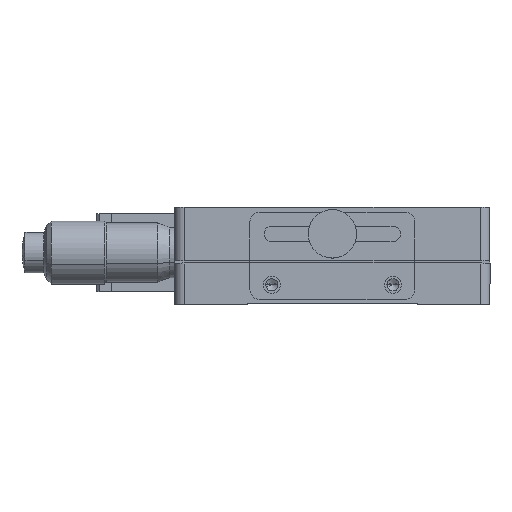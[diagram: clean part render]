
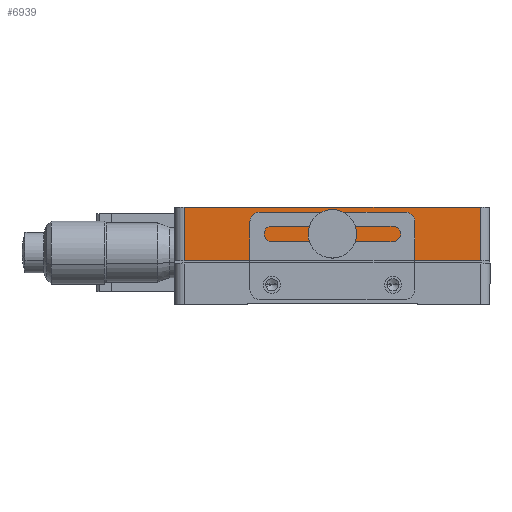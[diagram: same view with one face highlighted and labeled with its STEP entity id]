
A CAD part, top view. The second image highlights one B-rep face of the part: STEP entity #6939.
In plain terms, the highlighted planar face has unit normal (0, 0, 1).
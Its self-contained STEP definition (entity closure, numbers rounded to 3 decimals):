
#176 = DIRECTION ( 'NONE',  ( 0., -1., 0. ) ) ;
#287 = CARTESIAN_POINT ( 'NONE',  ( -1.25, 4.5, 32.5 ) ) ;
#309 = DIRECTION ( 'NONE',  ( 1., 0., 0. ) ) ;
#389 = DIRECTION ( 'NONE',  ( 1., 0., 0. ) ) ;
#608 = CARTESIAN_POINT ( 'NONE',  ( -32.5, 10., 32.5 ) ) ;
#945 = ORIENTED_EDGE ( 'NONE', *, *, #4901, .F. ) ;
#1803 = CIRCLE ( 'NONE', #2601, 1.25 ) ;
#1887 = ORIENTED_EDGE ( 'NONE', *, *, #19056, .T. ) ;
#2044 = PLANE ( 'NONE',  #2929 ) ;
#2601 = AXIS2_PLACEMENT_3D ( 'NONE', #14262, #14072, #389 ) ;
#2825 = CARTESIAN_POINT ( 'NONE',  ( 30.5, 10., 32.5 ) ) ;
#2841 = AXIS2_PLACEMENT_3D ( 'NONE', #14051, #3166, #309 ) ;
#2917 = LINE ( 'NONE', #608, #11162 ) ;
#2929 = AXIS2_PLACEMENT_3D ( 'NONE', #12726, #5209, #12863 ) ;
#3166 = DIRECTION ( 'NONE',  ( 0., 0., 1. ) ) ;
#4292 = CARTESIAN_POINT ( 'NONE',  ( 30.5, 10., 32.5 ) ) ;
#4715 = CARTESIAN_POINT ( 'NONE',  ( -30.5, -1., 32.5 ) ) ;
#4901 = EDGE_CURVE ( 'NONE', #5308, #10182, #2917, .T. ) ;
#5209 = DIRECTION ( 'NONE',  ( 0., 0., -1. ) ) ;
#5308 = VERTEX_POINT ( 'NONE', #15829 ) ;
#5597 = EDGE_CURVE ( 'NONE', #12436, #10182, #18213, .T. ) ;
#5679 = CARTESIAN_POINT ( 'NONE',  ( 30.5, -1., 32.5 ) ) ;
#6113 = ORIENTED_EDGE ( 'NONE', *, *, #18475, .F. ) ;
#6939 = ADVANCED_FACE ( 'NONE', ( #14503, #19380 ), #2044, .F. ) ;
#6951 = CIRCLE ( 'NONE', #2841, 1.25 ) ;
#7413 = DIRECTION ( 'NONE',  ( 0., 1., 0. ) ) ;
#8510 = ORIENTED_EDGE ( 'NONE', *, *, #5597, .T. ) ;
#8719 = VECTOR ( 'NONE', #11796, 1000. ) ;
#9156 = EDGE_CURVE ( 'NONE', #17950, #12436, #16234, .T. ) ;
#9448 = VECTOR ( 'NONE', #7413, 1000. ) ;
#9624 = VERTEX_POINT ( 'NONE', #287 ) ;
#10182 = VERTEX_POINT ( 'NONE', #2825 ) ;
#11162 = VECTOR ( 'NONE', #11832, 1000. ) ;
#11205 = VECTOR ( 'NONE', #176, 1000. ) ;
#11438 = LINE ( 'NONE', #17191, #11205 ) ;
#11492 = ORIENTED_EDGE ( 'NONE', *, *, #16447, .F. ) ;
#11796 = DIRECTION ( 'NONE',  ( 1., 0., 0. ) ) ;
#11832 = DIRECTION ( 'NONE',  ( 1., 0., 0. ) ) ;
#12436 = VERTEX_POINT ( 'NONE', #5679 ) ;
#12675 = EDGE_LOOP ( 'NONE', ( #11492, #6113 ) ) ;
#12726 = CARTESIAN_POINT ( 'NONE',  ( -32.5, 10., 32.5 ) ) ;
#12863 = DIRECTION ( 'NONE',  ( -1., 0., 0. ) ) ;
#14051 = CARTESIAN_POINT ( 'NONE',  ( 0., 4.5, 32.5 ) ) ;
#14072 = DIRECTION ( 'NONE',  ( 0., 0., 1. ) ) ;
#14262 = CARTESIAN_POINT ( 'NONE',  ( 0., 4.5, 32.5 ) ) ;
#14503 = FACE_BOUND ( 'NONE', #12675, .T. ) ;
#15557 = CARTESIAN_POINT ( 'NONE',  ( 1.25, 4.5, 32.5 ) ) ;
#15829 = CARTESIAN_POINT ( 'NONE',  ( -30.5, 10., 32.5 ) ) ;
#16234 = LINE ( 'NONE', #17942, #8719 ) ;
#16447 = EDGE_CURVE ( 'NONE', #17930, #9624, #6951, .T. ) ;
#17191 = CARTESIAN_POINT ( 'NONE',  ( -30.5, 10., 32.5 ) ) ;
#17930 = VERTEX_POINT ( 'NONE', #15557 ) ;
#17942 = CARTESIAN_POINT ( 'NONE',  ( -32.5, -1., 32.5 ) ) ;
#17950 = VERTEX_POINT ( 'NONE', #4715 ) ;
#18055 = ORIENTED_EDGE ( 'NONE', *, *, #9156, .T. ) ;
#18213 = LINE ( 'NONE', #4292, #9448 ) ;
#18475 = EDGE_CURVE ( 'NONE', #9624, #17930, #1803, .T. ) ;
#19056 = EDGE_CURVE ( 'NONE', #5308, #17950, #11438, .T. ) ;
#19380 = FACE_OUTER_BOUND ( 'NONE', #19514, .T. ) ;
#19514 = EDGE_LOOP ( 'NONE', ( #1887, #18055, #8510, #945 ) ) ;
